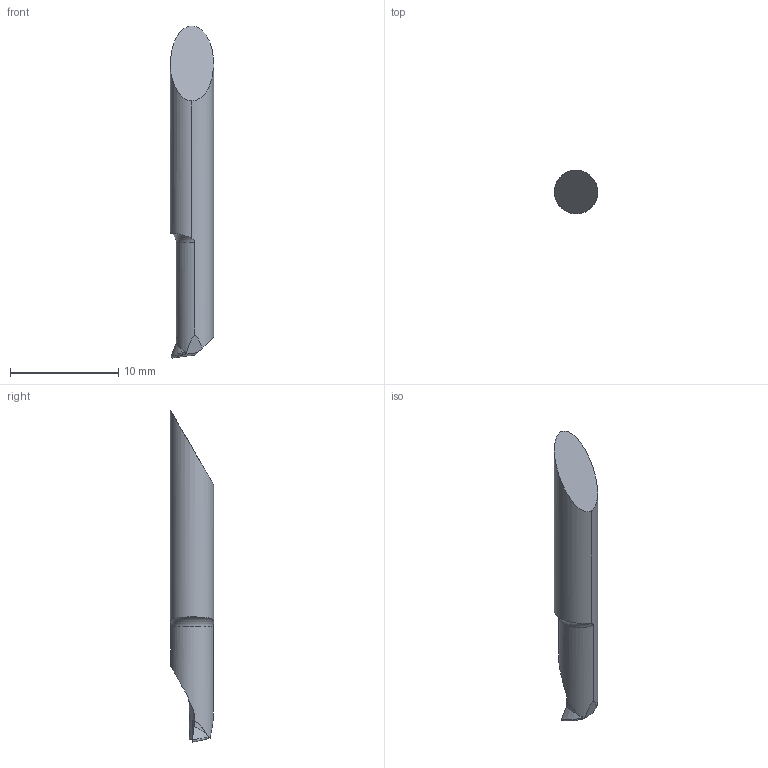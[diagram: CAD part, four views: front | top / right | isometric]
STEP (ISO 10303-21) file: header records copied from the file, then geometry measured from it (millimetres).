
FILE_DESCRIPTION(/* description */ (''),/* implementation_level */ '2;1');
FILE_NAME(/* name */ '1635404725627.stp',/* time_stamp */ '2021-10-28T12:35:35+05:00',/* author */ (''),/* organization */ ('SMS'),/* preprocessor_version */ 'ST-DEVELOPER v16.7',/* originating_system */ 'SIEMENS PLM Software NX 12.0',/* authorisation */ '');
FILE_SCHEMA (('AUTOMOTIVE_DESIGN { 1 0 10303 214 3 1 1 1 }'));
Length unit declared in the file: millimetre
Products named in the file (1): 203796735mod000_00
Bounding box: 4 x 4 x 30.68 mm (x, y, z)
Volume: 290.4 mm3; surface area: 349.9 mm2
Topology: 2 solids, 2 shells, 24 faces, 61 edges, 45 vertices
Faces by surface type: plane 9, cylinder 6, bspline 5, extrusion 2, cone 1, torus 1
Entity records: 1239 total; most frequent: CARTESIAN_POINT 699, ORIENTED_EDGE 120, DIRECTION 62, EDGE_CURVE 60, VERTEX_POINT 40, B_SPLINE_CURVE_WITH_KNOTS 31, ADVANCED_FACE 24, FACE_OUTER_BOUND 24
